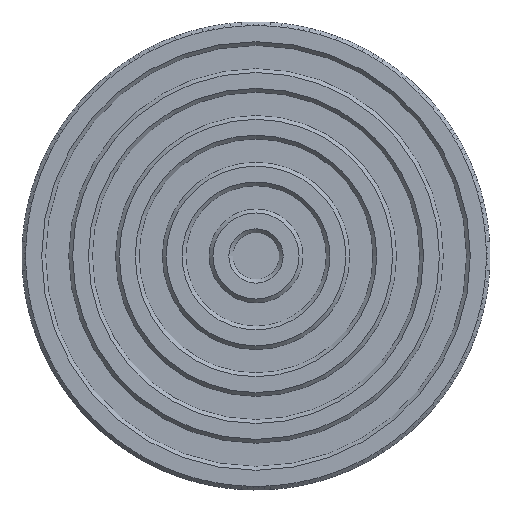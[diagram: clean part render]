
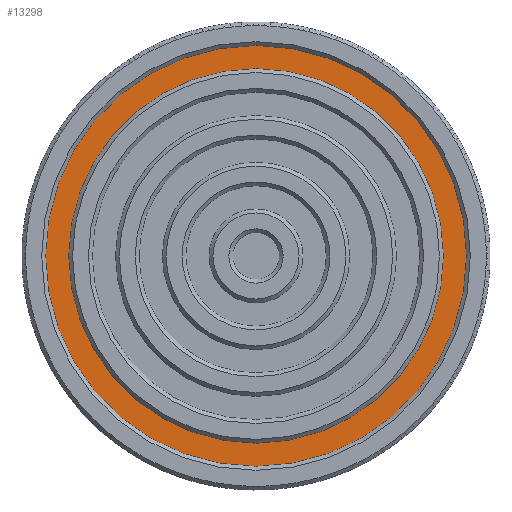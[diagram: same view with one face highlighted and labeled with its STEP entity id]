
A CAD part, top view. The second image highlights one B-rep face of the part: STEP entity #13298.
In plain terms, the highlighted planar face has unit normal (0, 0, 1).
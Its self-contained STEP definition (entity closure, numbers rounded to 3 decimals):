
#38=FACE_BOUND('',#1537,.T.);
#44=CIRCLE('',#14091,45.);
#48=CIRCLE('',#14098,40.);
#734=FACE_OUTER_BOUND('',#1536,.T.);
#1536=EDGE_LOOP('',(#11337));
#1537=EDGE_LOOP('',(#11338));
#6318=VERTEX_POINT('',#21069);
#6322=VERTEX_POINT('',#21082);
#8013=EDGE_CURVE('',#6318,#6318,#44,.T.);
#8019=EDGE_CURVE('',#6322,#6322,#48,.T.);
#11337=ORIENTED_EDGE('',*,*,#8013,.T.);
#11338=ORIENTED_EDGE('',*,*,#8019,.T.);
#12501=PLANE('',#14136);
#13298=ADVANCED_FACE('',(#734,#38),#12501,.T.);
#14091=AXIS2_PLACEMENT_3D('',#21071,#17232,#17233);
#14098=AXIS2_PLACEMENT_3D('',#21084,#17248,#17249);
#14136=AXIS2_PLACEMENT_3D('',#21156,#17338,#17339);
#17232=DIRECTION('center_axis',(0.,0.,1.));
#17233=DIRECTION('ref_axis',(1.,0.,0.));
#17248=DIRECTION('center_axis',(0.,0.,-1.));
#17249=DIRECTION('ref_axis',(1.,0.,0.));
#17338=DIRECTION('center_axis',(0.,0.,1.));
#17339=DIRECTION('ref_axis',(1.,0.,0.));
#21069=CARTESIAN_POINT('',(-45.,0.,1.));
#21071=CARTESIAN_POINT('Origin',(0.,0.,1.));
#21082=CARTESIAN_POINT('',(-40.,0.,1.));
#21084=CARTESIAN_POINT('Origin',(0.,0.,1.));
#21156=CARTESIAN_POINT('Origin',(0.,0.,
1.));
